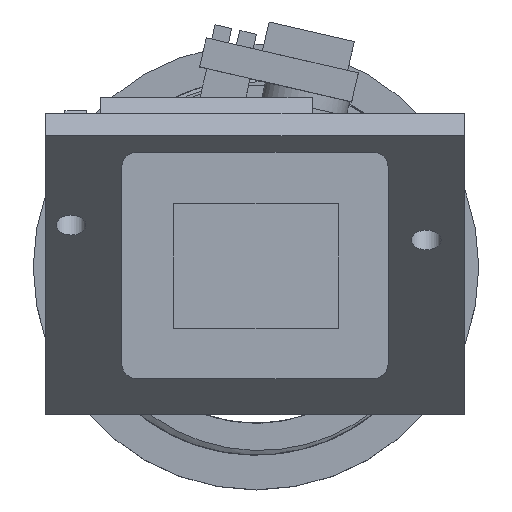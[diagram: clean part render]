
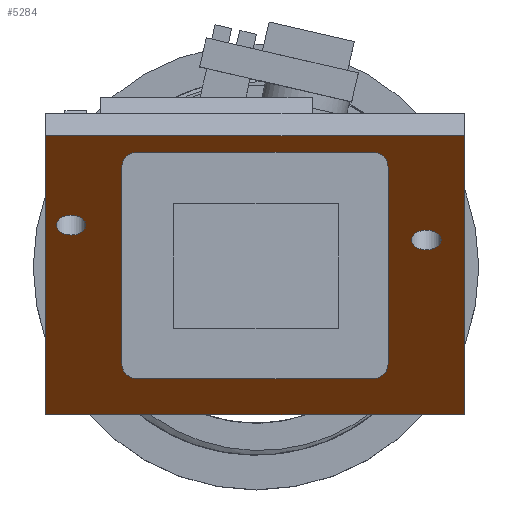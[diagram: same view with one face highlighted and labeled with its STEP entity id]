
A CAD part, top view. The second image highlights one B-rep face of the part: STEP entity #5284.
In plain terms, the highlighted planar face has unit normal (0, -0.743, 0.669).
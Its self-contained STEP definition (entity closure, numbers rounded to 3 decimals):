
#632=LINE('',#8865,#1127);
#636=LINE('',#8873,#1131);
#639=LINE('',#8879,#1134);
#642=LINE('',#8884,#1137);
#654=LINE('',#8914,#1149);
#657=LINE('',#8919,#1152);
#659=LINE('',#8923,#1154);
#661=LINE('',#8926,#1156);
#1127=VECTOR('',#6334,10.);
#1131=VECTOR('',#6340,10.);
#1134=VECTOR('',#6345,10.);
#1137=VECTOR('',#6350,10.);
#1149=VECTOR('',#6382,10.);
#1152=VECTOR('',#6387,10.);
#1154=VECTOR('',#6391,10.);
#1156=VECTOR('',#6395,10.);
#1374=FACE_BOUND('',#1902,.T.);
#1375=FACE_BOUND('',#1903,.T.);
#1376=FACE_BOUND('',#1904,.T.);
#1571=FACE_OUTER_BOUND('',#1901,.T.);
#1901=EDGE_LOOP('',(#4284,#4285,#4286,#4287));
#1902=EDGE_LOOP('',(#4288,#4289,#4290,#4291));
#1903=EDGE_LOOP('',(#4292));
#1904=EDGE_LOOP('',(#4293));
#2040=CIRCLE('',#5580,1.);
#2041=CIRCLE('',#5582,1.);
#2406=VERTEX_POINT('',#8863);
#2407=VERTEX_POINT('',#8864);
#2410=VERTEX_POINT('',#8872);
#2412=VERTEX_POINT('',#8878);
#2414=VERTEX_POINT('',#8888);
#2415=VERTEX_POINT('',#8892);
#2420=VERTEX_POINT('',#8912);
#2421=VERTEX_POINT('',#8913);
#2422=VERTEX_POINT('',#8918);
#2423=VERTEX_POINT('',#8922);
#3043=EDGE_CURVE('',#2406,#2407,#632,.T.);
#3047=EDGE_CURVE('',#2407,#2410,#636,.T.);
#3050=EDGE_CURVE('',#2410,#2412,#639,.T.);
#3053=EDGE_CURVE('',#2412,#2406,#642,.T.);
#3056=EDGE_CURVE('',#2414,#2414,#2040,.T.);
#3058=EDGE_CURVE('',#2415,#2415,#2041,.T.);
#3067=EDGE_CURVE('',#2420,#2421,#654,.T.);
#3070=EDGE_CURVE('',#2421,#2422,#657,.T.);
#3072=EDGE_CURVE('',#2422,#2423,#659,.T.);
#3074=EDGE_CURVE('',#2423,#2420,#661,.T.);
#4284=ORIENTED_EDGE('',*,*,#3074,.T.);
#4285=ORIENTED_EDGE('',*,*,#3067,.T.);
#4286=ORIENTED_EDGE('',*,*,#3070,.T.);
#4287=ORIENTED_EDGE('',*,*,#3072,.T.);
#4288=ORIENTED_EDGE('',*,*,#3043,.T.);
#4289=ORIENTED_EDGE('',*,*,#3047,.T.);
#4290=ORIENTED_EDGE('',*,*,#3050,.T.);
#4291=ORIENTED_EDGE('',*,*,#3053,.T.);
#4292=ORIENTED_EDGE('',*,*,#3056,.T.);
#4293=ORIENTED_EDGE('',*,*,#3058,.T.);
#4884=PLANE('',#5591);
#5284=ADVANCED_FACE('',(#1571,#1374,#1375,#1376),#4884,.F.);
#5580=AXIS2_PLACEMENT_3D('',#8890,#6357,#6358);
#5582=AXIS2_PLACEMENT_3D('',#8894,#6362,#6363);
#5591=AXIS2_PLACEMENT_3D('',#8927,#6396,#6397);
#6334=DIRECTION('',(0.,-0.669,-0.743));
#6340=DIRECTION('',(-1.,0.,0.));
#6345=DIRECTION('',(0.,0.669,0.743));
#6350=DIRECTION('',(1.,0.,0.));
#6357=DIRECTION('center_axis',(0.,0.743,-0.669));
#6358=DIRECTION('ref_axis',(-1.,0.,0.));
#6362=DIRECTION('center_axis',(0.,0.743,-0.669));
#6363=DIRECTION('ref_axis',(-1.,0.,0.));
#6382=DIRECTION('',(0.,-0.669,-0.743));
#6387=DIRECTION('',(1.,0.,0.));
#6391=DIRECTION('',(0.,0.669,0.743));
#6395=DIRECTION('',(-1.,0.,0.));
#6396=DIRECTION('center_axis',(0.,0.743,-0.669));
#6397=DIRECTION('ref_axis',(1.,0.,0.));
#8863=CARTESIAN_POINT('',(77.504,4.893,9.911));
#8864=CARTESIAN_POINT('',(77.504,-4.552,-0.579));
#8865=CARTESIAN_POINT('',(77.504,-2.076,2.171));
#8872=CARTESIAN_POINT('',(63.388,-4.552,-0.579));
#8873=CARTESIAN_POINT('',(66.691,-4.552,-0.579));
#8878=CARTESIAN_POINT('',(63.388,4.893,9.911));
#8879=CARTESIAN_POINT('',(63.388,2.646,7.416));
#8884=CARTESIAN_POINT('',(73.748,4.893,9.911));
#8888=CARTESIAN_POINT('',(82.535,2.774,7.557));
#8890=CARTESIAN_POINT('Origin',(81.535,2.774,7.557));
#8892=CARTESIAN_POINT('',(58.612,3.779,8.674));
#8894=CARTESIAN_POINT('Origin',(57.612,3.779,8.674));
#8912=CARTESIAN_POINT('',(55.893,9.767,15.325));
#8913=CARTESIAN_POINT('',(55.893,-8.968,-5.483));
#8914=CARTESIAN_POINT('',(55.893,9.767,15.325));
#8918=CARTESIAN_POINT('',(84.093,-8.968,-5.483));
#8919=CARTESIAN_POINT('',(55.893,-8.968,-5.483));
#8922=CARTESIAN_POINT('',(84.093,9.767,15.325));
#8923=CARTESIAN_POINT('',(84.093,-8.968,-5.483));
#8926=CARTESIAN_POINT('',(84.093,9.767,15.325));
#8927=CARTESIAN_POINT('Origin',(69.993,0.4,4.921));
